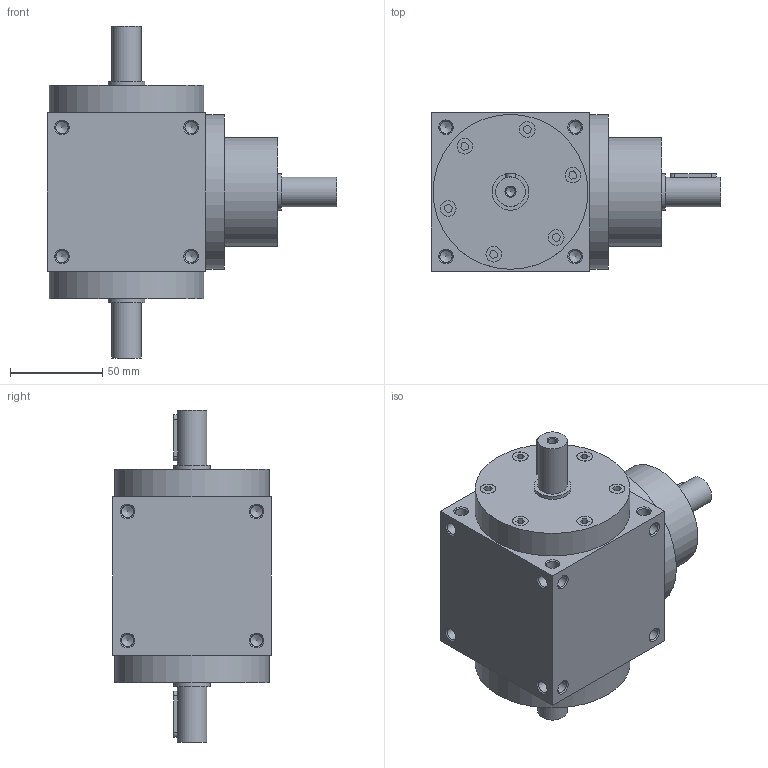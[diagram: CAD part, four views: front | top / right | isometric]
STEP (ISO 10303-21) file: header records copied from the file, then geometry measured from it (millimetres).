
FILE_DESCRIPTION(/* description */ ('STEP AP203'),/* implementation_level */ '2;1');
FILE_NAME(/* name */ 'RM86_RM-S1_R.1_1.5',/* time_stamp */ '2022-12-02T14:11:30+01:00',/* author */ ('License CC BY-ND 4.0'),/* organization */ ('CADENAS'),/* preprocessor_version */ 'ST-DEVELOPER v18.102',/* originating_system */ 'PARTsolutions',/* authorisation */ ' ');
FILE_SCHEMA (('CONFIG_CONTROL_DESIGN'));
Length unit declared in the file: millimetre
Products named in the file (4): RM86_RM-S1_R.1/1.5; RM86-proshaft; RC86-shaft; RM861-case
Assembly tree (4 placements, depth 2):
  RM86_RM-S1_R.1/1.5
    RM86-proshaft  x2
    RC86-shaft
    RM861-case
Bounding box: 157 x 86 x 180 mm (x, y, z)
Volume: 939318.2 mm3; surface area: 96486.7 mm2
Topology: 4 solids, 4 shells, 314 faces, 827 edges, 536 vertices
Faces by surface type: plane 173, cylinder 87, cone 54
Full cylindrical faces by diameter (mm): 4.917 x3, 6.647 x48, 8.5 x18, 16 x3, 20 x5, 59 x1, 84 x3
Entity records: 8248 total; most frequent: DIRECTION 1432, CARTESIAN_POINT 1384, ORIENTED_EDGE 1180, EDGE_CURVE 590, AXIS2_PLACEMENT_3D 540, FACE_BOUND 504, EDGE_LOOP 478, VERTEX_POINT 464
